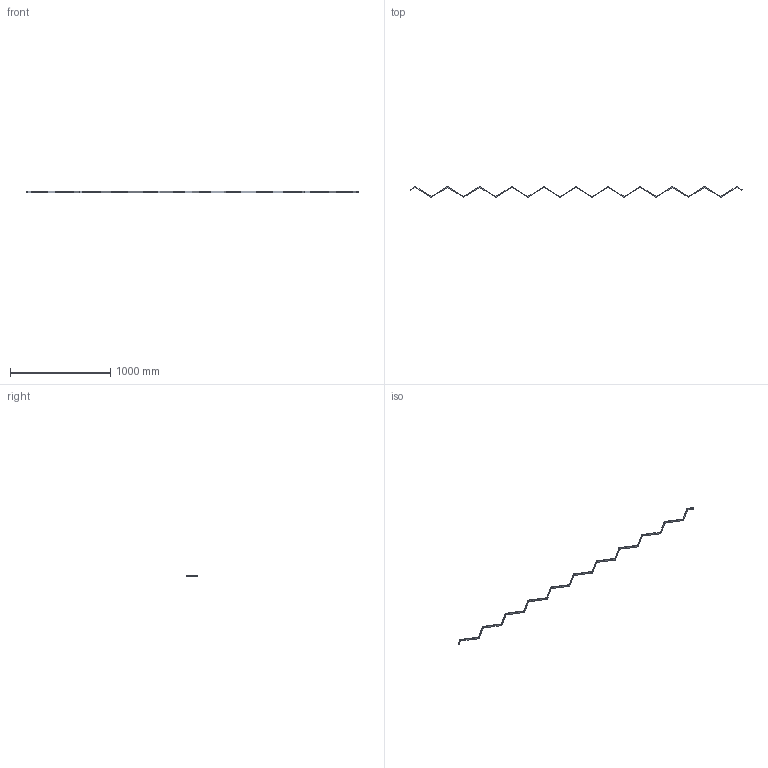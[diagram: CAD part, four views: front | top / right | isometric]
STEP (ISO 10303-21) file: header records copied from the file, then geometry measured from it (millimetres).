
FILE_DESCRIPTION (( 'STEP AP203' ), '1' );
FILE_NAME ('6905.STEP', '2023-03-22T13:37:24', ( '' ), ( '' ), 'SwSTEP 2.0', 'SolidWorks 2018', '' );
FILE_SCHEMA (( 'CONFIG_CONTROL_DESIGN' ));
Length unit declared in the file: millimetre
Products named in the file (1): 6905
Bounding box: 3306.42 x 104.94 x 16 mm (x, y, z)
Volume: 373591.9 mm3; surface area: 171428.2 mm2
Topology: 1 solids, 1 shells, 384 faces, 921 edges, 558 vertices
Faces by surface type: plane 239, bspline 103, cylinder 42
Entity records: 15752 total; most frequent: CARTESIAN_POINT 7495, ORIENTED_EDGE 1842, DIRECTION 1363, EDGE_CURVE 921, LINE 631, VECTOR 631, VERTEX_POINT 558, EDGE_LOOP 403
